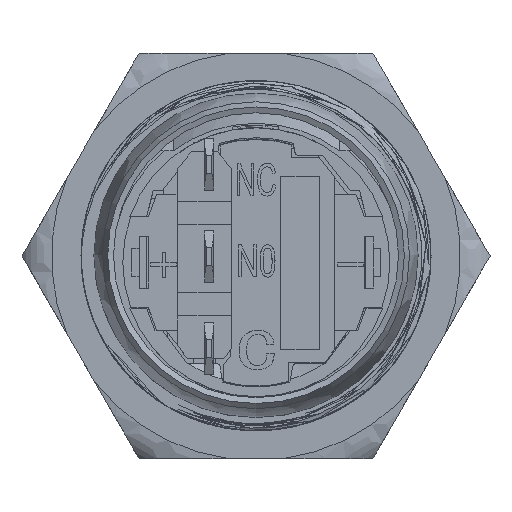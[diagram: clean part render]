
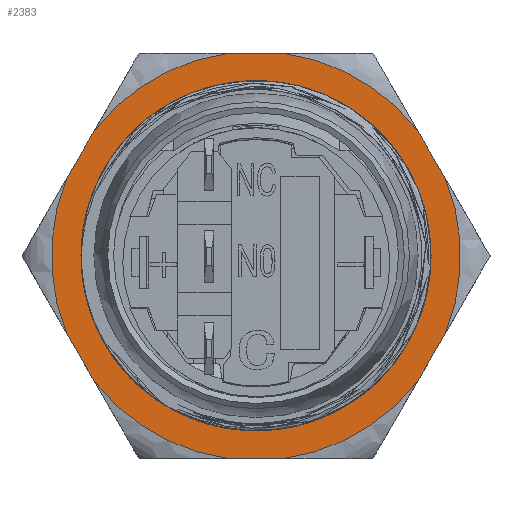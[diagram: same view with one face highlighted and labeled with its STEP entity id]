
A CAD part, top view. The second image highlights one B-rep face of the part: STEP entity #2383.
In plain terms, the highlighted planar face has unit normal (0, 0, 1).
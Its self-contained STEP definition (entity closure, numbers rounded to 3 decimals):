
#1388=B_SPLINE_CURVE_WITH_KNOTS('',3,(#26417,#26418,#26419,#26420,#26421,
#26422),.UNSPECIFIED.,.F.,.F.,(4,2,4),(0.,0.5,1.),.UNSPECIFIED.);
#1389=B_SPLINE_CURVE_WITH_KNOTS('',3,(#26423,#26424,#26425,#26426,#26427,
#26428),.UNSPECIFIED.,.F.,.F.,(4,2,4),(0.,0.5,1.),.UNSPECIFIED.);
#1681=FACE_BOUND('',#4563,.T.);
#1682=FACE_BOUND('',#4564,.T.);
#1881=CIRCLE('',#16839,9.);
#1882=CIRCLE('',#16841,11.102);
#1883=CIRCLE('',#16842,11.102);
#1884=CIRCLE('',#16843,11.102);
#1885=CIRCLE('',#16844,11.102);
#1886=CIRCLE('',#16845,11.102);
#1887=CIRCLE('',#16846,11.102);
#1888=CIRCLE('',#16847,9.5);
#2383=ADVANCED_FACE('',(#1681,#1682),#3067,.F.);
#3067=PLANE('',#16848);
#4563=EDGE_LOOP('',(#7338,#7339,#7340,#7341,#7342,#7343,#7344,#7345,#7346,
#7347,#7348,#7349));
#4564=EDGE_LOOP('',(#7350,#7351,#7352,#7353));
#7338=ORIENTED_EDGE('',*,*,#11838,.T.);
#7339=ORIENTED_EDGE('',*,*,#11859,.T.);
#7340=ORIENTED_EDGE('',*,*,#11840,.T.);
#7341=ORIENTED_EDGE('',*,*,#11860,.T.);
#7342=ORIENTED_EDGE('',*,*,#11850,.T.);
#7343=ORIENTED_EDGE('',*,*,#11861,.T.);
#7344=ORIENTED_EDGE('',*,*,#11855,.T.);
#7345=ORIENTED_EDGE('',*,*,#11862,.T.);
#7346=ORIENTED_EDGE('',*,*,#11821,.T.);
#7347=ORIENTED_EDGE('',*,*,#11863,.T.);
#7348=ORIENTED_EDGE('',*,*,#11832,.T.);
#7349=ORIENTED_EDGE('',*,*,#11864,.T.);
#7350=ORIENTED_EDGE('',*,*,#11865,.T.);
#7351=ORIENTED_EDGE('',*,*,#11866,.T.);
#7352=ORIENTED_EDGE('',*,*,#11858,.T.);
#7353=ORIENTED_EDGE('',*,*,#11867,.T.);
#10004=VERTEX_POINT('',#26092);
#10006=VERTEX_POINT('',#26095);
#10010=VERTEX_POINT('',#26126);
#10013=VERTEX_POINT('',#26148);
#10014=VERTEX_POINT('',#26157);
#10017=VERTEX_POINT('',#26179);
#10018=VERTEX_POINT('',#26188);
#10020=VERTEX_POINT('',#26191);
#10022=VERTEX_POINT('',#26219);
#10025=VERTEX_POINT('',#26241);
#10026=VERTEX_POINT('',#26250);
#10027=VERTEX_POINT('',#26269);
#10028=VERTEX_POINT('',#26338);
#10029=VERTEX_POINT('',#26405);
#10030=VERTEX_POINT('',#26415);
#10031=VERTEX_POINT('',#26416);
#11821=EDGE_CURVE('',#10006,#10004,#13719,.T.);
#11832=EDGE_CURVE('',#10010,#10013,#13723,.T.);
#11838=EDGE_CURVE('',#10014,#10017,#13725,.T.);
#11840=EDGE_CURVE('',#10020,#10018,#13726,.T.);
#11850=EDGE_CURVE('',#10022,#10025,#13729,.T.);
#11855=EDGE_CURVE('',#10026,#10027,#13730,.T.);
#11858=EDGE_CURVE('',#10028,#10029,#1881,.T.);
#11859=EDGE_CURVE('',#10017,#10020,#1882,.T.);
#11860=EDGE_CURVE('',#10018,#10022,#1883,.T.);
#11861=EDGE_CURVE('',#10025,#10026,#1884,.T.);
#11862=EDGE_CURVE('',#10027,#10006,#1885,.T.);
#11863=EDGE_CURVE('',#10004,#10010,#1886,.T.);
#11864=EDGE_CURVE('',#10013,#10014,#1887,.T.);
#11865=EDGE_CURVE('',#10030,#10031,#1888,.T.);
#11866=EDGE_CURVE('',#10031,#10028,#1388,.T.);
#11867=EDGE_CURVE('',#10029,#10030,#1389,.T.);
#13719=LINE('',#26094,#15457);
#13723=LINE('',#26149,#15461);
#13725=LINE('',#26180,#15463);
#13726=LINE('',#26190,#15464);
#13729=LINE('',#26242,#15467);
#13730=LINE('',#26270,#15468);
#15457=VECTOR('',#19374,1.);
#15461=VECTOR('',#19380,1.);
#15463=VECTOR('',#19384,1.);
#15464=VECTOR('',#19387,1.);
#15467=VECTOR('',#19392,1.);
#15468=VECTOR('',#19395,1.);
#16839=AXIS2_PLACEMENT_3D('',#26406,#19398,#19399);
#16841=AXIS2_PLACEMENT_3D('',#26408,#19402,#19403);
#16842=AXIS2_PLACEMENT_3D('',#26409,#19404,#19405);
#16843=AXIS2_PLACEMENT_3D('',#26410,#19406,#19407);
#16844=AXIS2_PLACEMENT_3D('',#26411,#19408,#19409);
#16845=AXIS2_PLACEMENT_3D('',#26412,#19410,#19411);
#16846=AXIS2_PLACEMENT_3D('',#26413,#19412,#19413);
#16847=AXIS2_PLACEMENT_3D('',#26414,#19414,#19415);
#16848=AXIS2_PLACEMENT_3D('',#26429,#19416,#19417);
#19374=DIRECTION('',(-1.,0.,0.));
#19380=DIRECTION('',(-0.5,-0.866,0.));
#19384=DIRECTION('',(0.5,-0.866,0.));
#19387=DIRECTION('',(1.,0.,0.));
#19392=DIRECTION('',(0.5,0.866,0.));
#19395=DIRECTION('',(-0.5,0.866,0.));
#19398=DIRECTION('',(0.,0.,-1.));
#19399=DIRECTION('',(1.,0.,0.));
#19402=DIRECTION('',(0.,0.,1.));
#19403=DIRECTION('',(-1.,0.,0.));
#19404=DIRECTION('',(0.,0.,1.));
#19405=DIRECTION('',(-1.,0.,0.));
#19406=DIRECTION('',(0.,0.,1.));
#19407=DIRECTION('',(-1.,0.,0.));
#19408=DIRECTION('',(0.,0.,1.));
#19409=DIRECTION('',(1.,0.,0.));
#19410=DIRECTION('',(0.,0.,1.));
#19411=DIRECTION('',(-1.,0.,0.));
#19412=DIRECTION('',(0.,0.,1.));
#19413=DIRECTION('',(-1.,0.,0.));
#19414=DIRECTION('',(0.,0.,-1.));
#19415=DIRECTION('',(-1.,0.,0.));
#19416=DIRECTION('',(0.,0.,-1.));
#19417=DIRECTION('',(-1.,0.,0.));
#26092=CARTESIAN_POINT('',(-1.499,11.,6.495));
#26094=CARTESIAN_POINT('',(6.351,11.,6.495));
#26095=CARTESIAN_POINT('',(1.499,11.,6.495));
#26126=CARTESIAN_POINT('',(-8.777,6.798,6.495));
#26148=CARTESIAN_POINT('',(-10.276,4.202,6.495));
#26149=CARTESIAN_POINT('',(-6.351,11.,6.495));
#26157=CARTESIAN_POINT('',(-10.276,-4.202,6.495));
#26179=CARTESIAN_POINT('',(-8.777,-6.798,6.495));
#26180=CARTESIAN_POINT('',(-12.702,0.,6.495));
#26188=CARTESIAN_POINT('',(1.499,-11.,6.495));
#26190=CARTESIAN_POINT('',(-6.351,-11.,6.495));
#26191=CARTESIAN_POINT('',(-1.499,-11.,6.495));
#26219=CARTESIAN_POINT('',(8.777,-6.798,6.495));
#26241=CARTESIAN_POINT('',(10.276,-4.202,6.495));
#26242=CARTESIAN_POINT('',(6.351,-11.,6.495));
#26250=CARTESIAN_POINT('',(10.276,4.202,6.495));
#26269=CARTESIAN_POINT('',(8.777,6.798,6.495));
#26270=CARTESIAN_POINT('',(12.702,0.,6.495));
#26338=CARTESIAN_POINT('',(7.612,4.802,6.495));
#26405=CARTESIAN_POINT('',(7.612,-4.802,6.495));
#26406=CARTESIAN_POINT('',(0.,0.,6.495));
#26408=CARTESIAN_POINT('',(0.,0.,6.495));
#26409=CARTESIAN_POINT('',(0.,0.,6.495));
#26410=CARTESIAN_POINT('',(0.,0.,6.495));
#26411=CARTESIAN_POINT('',(0.,0.,6.495));
#26412=CARTESIAN_POINT('',(0.,0.,6.495));
#26413=CARTESIAN_POINT('',(0.,0.,6.495));
#26414=CARTESIAN_POINT('',(0.,0.,6.495));
#26415=CARTESIAN_POINT('',(-6.702,-6.733,6.495));
#26416=CARTESIAN_POINT('',(-6.702,6.733,6.495));
#26417=CARTESIAN_POINT('',(-6.702,6.733,6.495));
#26418=CARTESIAN_POINT('',(-4.678,8.633,6.495));
#26419=CARTESIAN_POINT('',(-1.817,9.582,6.495));
#26420=CARTESIAN_POINT('',(3.682,8.836,6.495));
#26421=CARTESIAN_POINT('',(6.22,7.185,6.495));
#26422=CARTESIAN_POINT('',(7.612,4.802,6.495));
#26423=CARTESIAN_POINT('',(7.612,-4.802,6.495));
#26424=CARTESIAN_POINT('',(6.223,-7.18,6.495));
#26425=CARTESIAN_POINT('',(3.649,-8.843,6.495));
#26426=CARTESIAN_POINT('',(-1.796,-9.577,6.495));
#26427=CARTESIAN_POINT('',(-4.669,-8.642,6.495));
#26428=CARTESIAN_POINT('',(-6.702,-6.733,6.495));
#26429=CARTESIAN_POINT('',(0.,0.,6.495));
